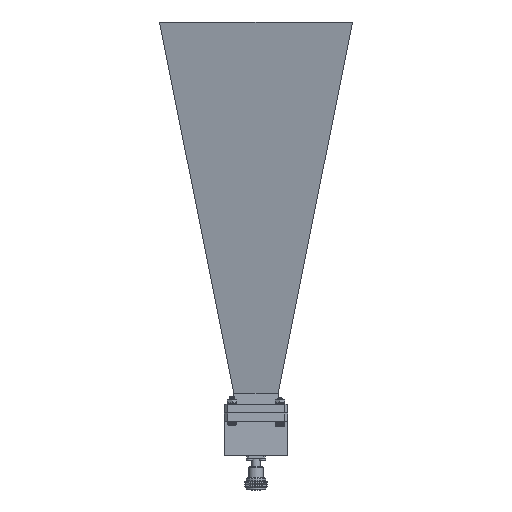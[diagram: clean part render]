
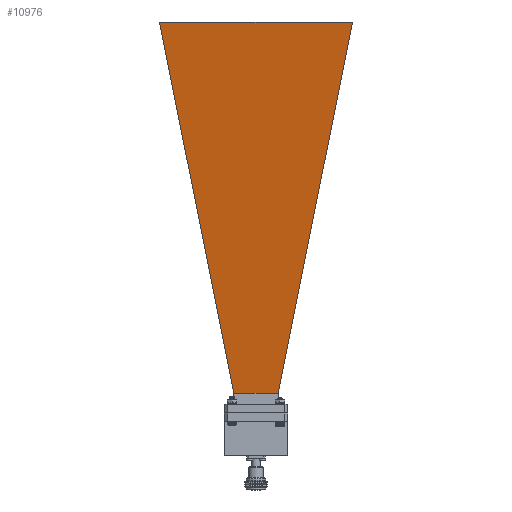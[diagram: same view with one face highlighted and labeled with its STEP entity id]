
A CAD part, front view. The second image highlights one B-rep face of the part: STEP entity #10976.
In plain terms, the highlighted face is planar.
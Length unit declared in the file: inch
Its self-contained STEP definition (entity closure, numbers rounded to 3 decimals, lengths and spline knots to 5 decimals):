
#101 = AXIS2_PLACEMENT_3D ( 'NONE', #2330, #7787, #11003 ) ;
#157 = VECTOR ( 'NONE', #11862, 39.37008 ) ;
#301 = VECTOR ( 'NONE', #7246, 39.37008 ) ;
#399 = VERTEX_POINT ( 'NONE', #3311 ) ;
#587 = EDGE_CURVE ( 'NONE', #7716, #2344, #1954, .T. ) ;
#801 = CARTESIAN_POINT ( 'NONE',  ( -0.33366, 0., 1.9622 ) ) ;
#818 = LINE ( 'NONE', #6331, #157 ) ;
#1800 = LINE ( 'NONE', #6166, #13173 ) ;
#1954 = LINE ( 'NONE', #801, #5145 ) ;
#1980 = ORIENTED_EDGE ( 'NONE', *, *, #12393, .F. ) ;
#2330 = CARTESIAN_POINT ( 'NONE',  ( -1.13041, 0., 6.90335 ) ) ;
#2344 = VERTEX_POINT ( 'NONE', #3054 ) ;
#2854 = CARTESIAN_POINT ( 'NONE',  ( -1.93018, 0., 11.86327 ) ) ;
#3054 = CARTESIAN_POINT ( 'NONE',  ( -0.33366, -0.58908, 1.9622 ) ) ;
#3132 = CARTESIAN_POINT ( 'NONE',  ( -1.93018, -2.5744, 11.86327 ) ) ;
#3311 = CARTESIAN_POINT ( 'NONE',  ( -1.93018, 2.5744, 11.86327 ) ) ;
#4599 = FACE_OUTER_BOUND ( 'NONE', #10952, .T. ) ;
#5145 = VECTOR ( 'NONE', #13909, 39.37008 ) ;
#5537 = PLANE ( 'NONE',  #101 ) ;
#6041 = ORIENTED_EDGE ( 'NONE', *, *, #9230, .F. ) ;
#6166 = CARTESIAN_POINT ( 'NONE',  ( -0.33366, 0.58908, 1.9622 ) ) ;
#6331 = CARTESIAN_POINT ( 'NONE',  ( -1.93018, -2.5744, 11.86327 ) ) ;
#7200 = ORIENTED_EDGE ( 'NONE', *, *, #587, .T. ) ;
#7246 = DIRECTION ( 'NONE',  ( 0., -1., 0. ) ) ;
#7346 = ORIENTED_EDGE ( 'NONE', *, *, #11167, .F. ) ;
#7716 = VERTEX_POINT ( 'NONE', #9476 ) ;
#7787 = DIRECTION ( 'NONE',  ( -0.987, 0., -0.159 ) ) ;
#9230 = EDGE_CURVE ( 'NONE', #399, #9273, #12686, .T. ) ;
#9273 = VERTEX_POINT ( 'NONE', #3132 ) ;
#9476 = CARTESIAN_POINT ( 'NONE',  ( -0.33366, 0.58908, 1.9622 ) ) ;
#10952 = EDGE_LOOP ( 'NONE', ( #1980, #6041, #7346, #7200 ) ) ;
#10976 = ADVANCED_FACE ( 'NONE', ( #4599 ), #5537, .T. ) ;
#11003 = DIRECTION ( 'NONE',  ( -0.159, 0., 0.987 ) ) ;
#11167 = EDGE_CURVE ( 'NONE', #7716, #399, #1800, .T. ) ;
#11862 = DIRECTION ( 'NONE',  ( 0.156, 0.194, -0.968 ) ) ;
#12393 = EDGE_CURVE ( 'NONE', #9273, #2344, #818, .T. ) ;
#12440 = DIRECTION ( 'NONE',  ( -0.156, 0.194, 0.968 ) ) ;
#12686 = LINE ( 'NONE', #2854, #301 ) ;
#13173 = VECTOR ( 'NONE', #12440, 39.37008 ) ;
#13909 = DIRECTION ( 'NONE',  ( 0., -1., 0. ) ) ;
